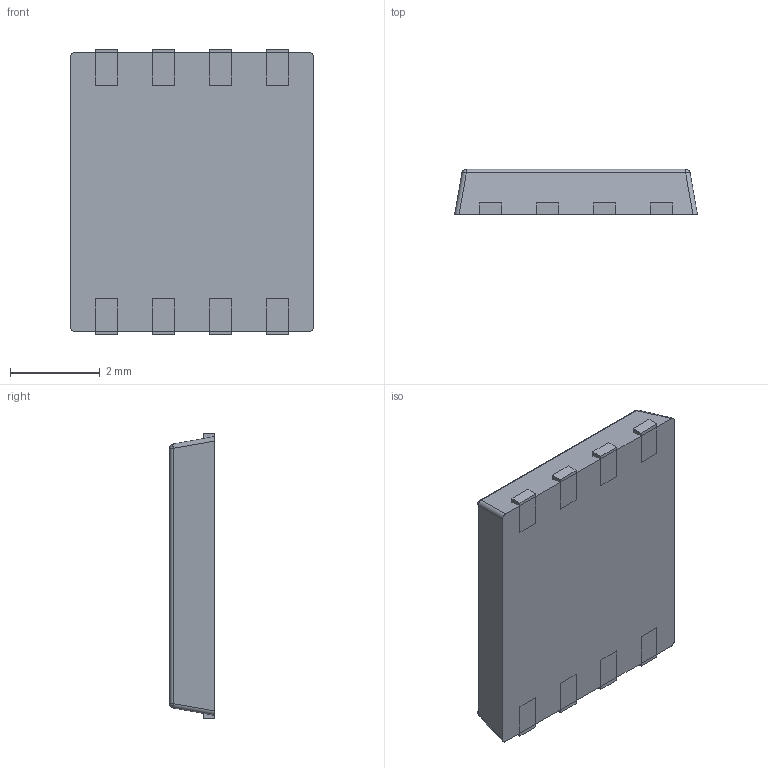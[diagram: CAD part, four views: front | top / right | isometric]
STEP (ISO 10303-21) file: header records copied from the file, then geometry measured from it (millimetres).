
FILE_DESCRIPTION (( 'STEP AP214' ), '1' );
FILE_NAME ('STL90N10F7.STEP', '2024-03-27T04:16:56', ( '' ), ( '' ), 'SwSTEP 2.0', 'SolidWorks 2020', '' );
FILE_SCHEMA (( 'AUTOMOTIVE_DESIGN' ));
Length unit declared in the file: millimetre
Products named in the file (3): 錨璃3^蚾饜极2; 錨璃4^蚾饜极2; STL90N10F7
Assembly tree (9 placements, depth 2):
  STL90N10F7
    錨璃3^蚾饜极2  x8
    錨璃4^蚾饜极2
Bounding box: 5.4 x 1 x 6.35 mm (x, y, z)
Volume: 32.2 mm3; surface area: 96.6 mm2
Topology: 9 solids, 9 shells, 66 faces, 132 edges, 84 vertices
Faces by surface type: plane 54, cylinder 8, sphere 4
Entity records: 774 total; most frequent: DIRECTION 128, CARTESIAN_POINT 124, ORIENTED_EDGE 96, EDGE_CURVE 48, AXIS2_PLACEMENT_3D 48, LINE 32, VECTOR 32, VERTEX_POINT 28
